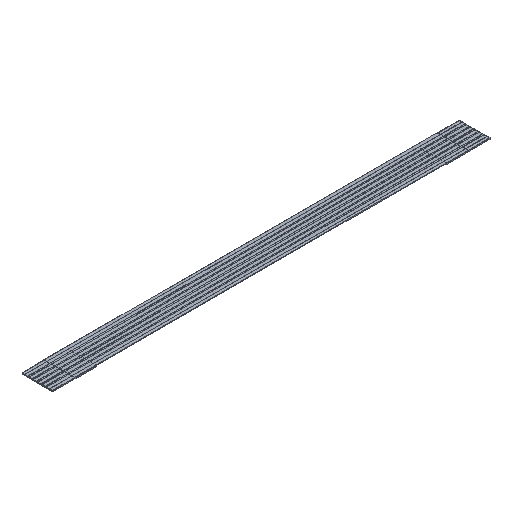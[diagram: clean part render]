
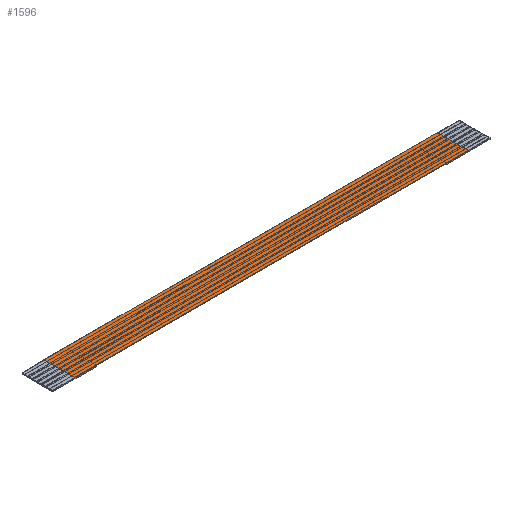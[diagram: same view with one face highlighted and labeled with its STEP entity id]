
A CAD part, isometric view. The second image highlights one B-rep face of the part: STEP entity #1596.
In plain terms, the highlighted planar face has unit normal (0, 0, 1).
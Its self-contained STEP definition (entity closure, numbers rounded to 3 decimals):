
#337=ORIENTED_EDGE('',*,*,#481,.T.);
#338=ORIENTED_EDGE('',*,*,#522,.F.);
#339=ORIENTED_EDGE('',*,*,#478,.F.);
#340=ORIENTED_EDGE('',*,*,#521,.T.);
#478=EDGE_CURVE('',#619,#620,#744,.T.);
#481=EDGE_CURVE('',#622,#621,#747,.T.);
#521=EDGE_CURVE('',#619,#622,#787,.T.);
#522=EDGE_CURVE('',#620,#621,#788,.T.);
#619=VERTEX_POINT('',#2186);
#620=VERTEX_POINT('',#2188);
#621=VERTEX_POINT('',#2192);
#622=VERTEX_POINT('',#2194);
#744=LINE('',#2187,#910);
#747=LINE('',#2193,#913);
#787=LINE('',#2263,#953);
#788=LINE('',#2265,#954);
#910=VECTOR('',#1833,1000.);
#913=VECTOR('',#1838,1000.);
#953=VECTOR('',#1936,1000.);
#954=VECTOR('',#1939,1000.);
#1009=EDGE_LOOP('',(#337,#338,#339,#340));
#1065=FACE_BOUND('',#1009,.T.);
#1121=PLANE('',#1659);
#1596=ADVANCED_FACE('',(#1065),#1121,.F.);
#1659=AXIS2_PLACEMENT_3D('',#2264,#1937,#1938);
#1833=DIRECTION('',(1.,0.,0.));
#1838=DIRECTION('',(1.,0.,0.));
#1936=DIRECTION('',(0.,-1.,0.));
#1937=DIRECTION('',(0.,0.,-1.));
#1938=DIRECTION('',(-1.,0.,0.));
#1939=DIRECTION('',(0.,-1.,0.));
#2186=CARTESIAN_POINT('',(-45.,3.5,0.138));
#2187=CARTESIAN_POINT('',(-45.,3.5,0.138));
#2188=CARTESIAN_POINT('',(45.,3.5,0.138));
#2192=CARTESIAN_POINT('',(45.,-3.5,0.138));
#2193=CARTESIAN_POINT('',(-45.,-3.5,0.138));
#2194=CARTESIAN_POINT('',(-45.,-3.5,0.138));
#2263=CARTESIAN_POINT('',(-45.,3.5,0.138));
#2264=CARTESIAN_POINT('',(-45.,3.5,0.138));
#2265=CARTESIAN_POINT('',(45.,3.5,0.138));
